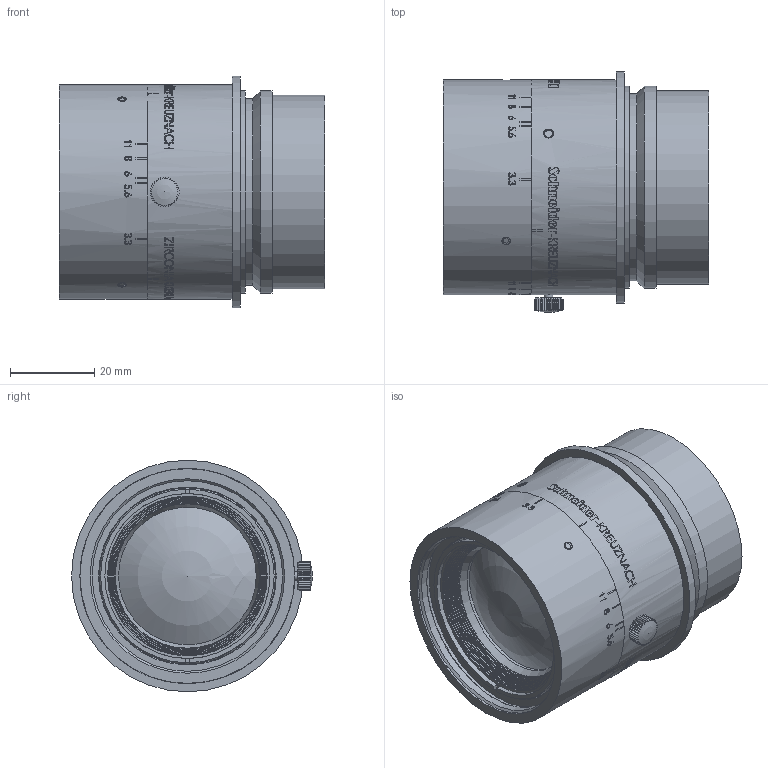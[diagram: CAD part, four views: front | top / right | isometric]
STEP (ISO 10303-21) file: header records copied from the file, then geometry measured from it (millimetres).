
FILE_DESCRIPTION(/* description */ (''),/* implementation_level */ '2;1');
FILE_NAME(/* name */ '1073622_00159405_002.stp',/* time_stamp */ '2022-01-03T13:02:05+01:00',/* author */ (''),/* organization */ (''),/* preprocessor_version */ 'ST-DEVELOPER v16',/* originating_system */ 'SIEMENS PLM Software NX 10.0',/* authorisation */ '');
FILE_SCHEMA (('AP203_CONFIGURATION_CONTROLLED_3D_DESIGN_OF_MECHANICAL_PARTS_AND_ASSEMBLIES_MIM_LF { 1 0 10303 403 2 1 2}'));
Length unit declared in the file: millimetre
Products named in the file (1): Froe1F1CF1C44gul
Bounding box: 63 x 57.2 x 55 mm (x, y, z)
Volume: 104122.6 mm3; surface area: 21692.3 mm2
Topology: 1 solids, 2 shells, 382 faces, 1319 edges, 1136 vertices
Faces by surface type: cylinder 198, plane 138, cone 29, torus 14, sphere 3
Full cylindrical faces by diameter (mm): 2 x4, 2.05 x3, 32 x1, 32.7 x1, 34.312 x1, 34.5 x2, 39.2 x2, 41.2 x2, 42.2 x2, 44.4 x1, 45.25 x1, 46 x1, 46.2 x2, 48 x2, 51 x2, 55 x1
Entity records: 17345 total; most frequent: CARTESIAN_POINT 7337, ORIENTED_EDGE 2434, EDGE_CURVE 1222, DIRECTION 1214, VERTEX_POINT 1114, B_SPLINE_CURVE_WITH_KNOTS 905, EDGE_LOOP 656, AXIS2_PLACEMENT_3D 552
